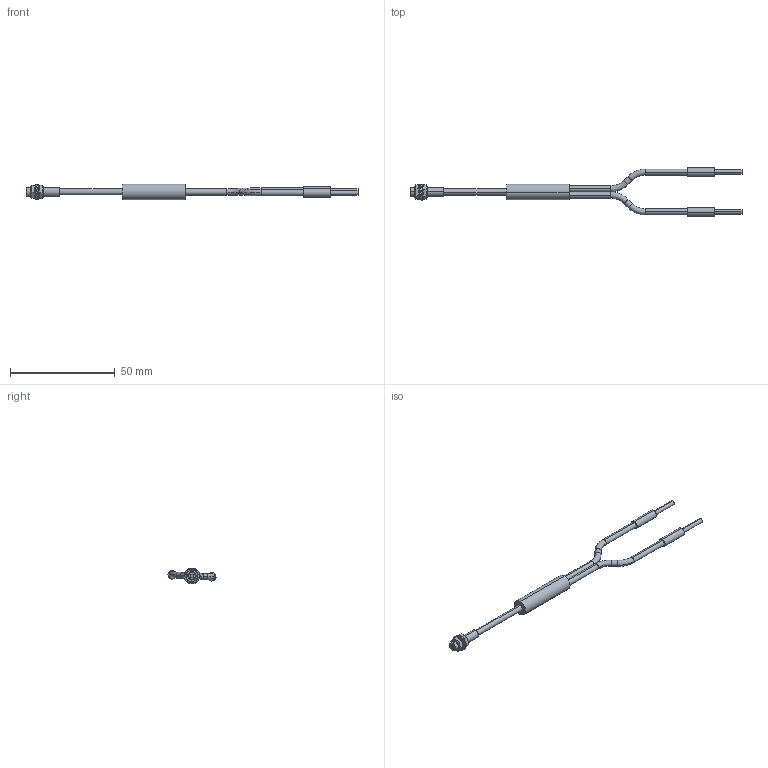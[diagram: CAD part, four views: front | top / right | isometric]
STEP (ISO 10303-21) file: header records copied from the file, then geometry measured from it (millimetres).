
FILE_DESCRIPTION (( 'STEP AP214' ), '1' );
FILE_NAME ('GPF-D016-250-2.0.STEP', '2017-11-17T21:54:54', ( '' ), ( '' ), 'SwSTEP 2.0', 'SolidWorks 2018', '' );
FILE_SCHEMA (( 'AUTOMOTIVE_DESIGN' ));
Length unit declared in the file: millimetre
Products named in the file (6): M4NUT; GPF-D016-250-2.0_LENS; GPF-D016-250-2.0; GPF-D016-250-2.0_GLASS FIBER; M4WASHER; GPF-D016-250-2.0_HEAD
Assembly tree (7 placements, depth 2):
  GPF-D016-250-2.0
    GPF-D016-250-2.0_HEAD
    M4NUT  x2
    M4WASHER  x2
    GPF-D016-250-2.0_GLASS FIBER
    GPF-D016-250-2.0_LENS
Bounding box: 158.65 x 22.94 x 7.65 mm (x, y, z)
Volume: 3029.5 mm3; surface area: 3251.6 mm2
Topology: 7 solids, 7 shells, 93 faces, 196 edges, 124 vertices
Faces by surface type: cylinder 40, plane 33, cone 12, torus 8
Entity records: 2320 total; most frequent: CARTESIAN_POINT 439, DIRECTION 398, ORIENTED_EDGE 304, AXIS2_PLACEMENT_3D 175, EDGE_CURVE 152, VERTEX_POINT 96, CIRCLE 92, EDGE_LOOP 84
